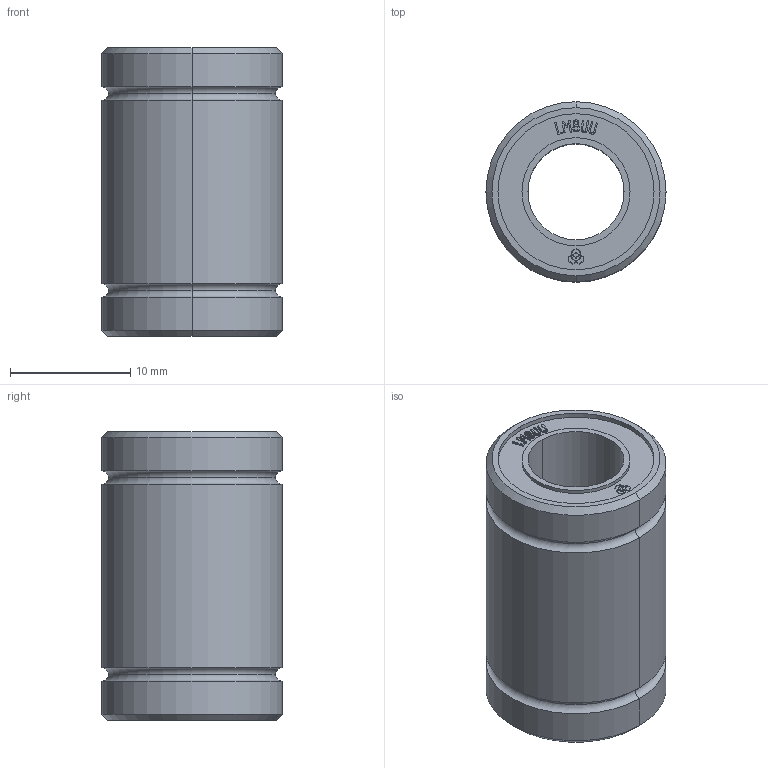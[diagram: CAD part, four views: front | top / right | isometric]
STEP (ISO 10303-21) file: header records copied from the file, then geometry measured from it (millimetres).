
FILE_DESCRIPTION (( 'STEP AP214' ), '1' );
FILE_NAME ('Ëèíåéíûé ïîäøèïíèê, ñåðèÿ LM8UU.STEP', '2016-01-04T21:14:42', ( '' ), ( '' ), 'SwSTEP 2.0', 'SolidWorks 2015', '' );
FILE_SCHEMA (( 'AUTOMOTIVE_DESIGN' ));
Length unit declared in the file: millimetre
Products named in the file (1): Ëèíåéíûé ïîäøèïíèê, ñåðèÿ LM8UU
Bounding box: 15 x 15 x 24 mm (x, y, z)
Volume: 2922 mm3; surface area: 2058.6 mm2
Topology: 1 solids, 1 shells, 194 faces, 503 edges, 330 vertices
Faces by surface type: plane 118, bspline 48, cylinder 16, torus 8, cone 4
Entity records: 8845 total; most frequent: CARTESIAN_POINT 3156, ORIENTED_EDGE 1006, DIRECTION 749, EDGE_CURVE 503, VECTOR 359, LINE 359, VERTEX_POINT 330, EDGE_LOOP 215
